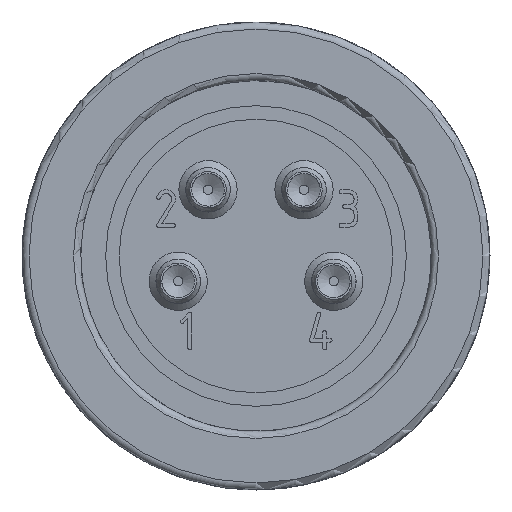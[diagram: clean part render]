
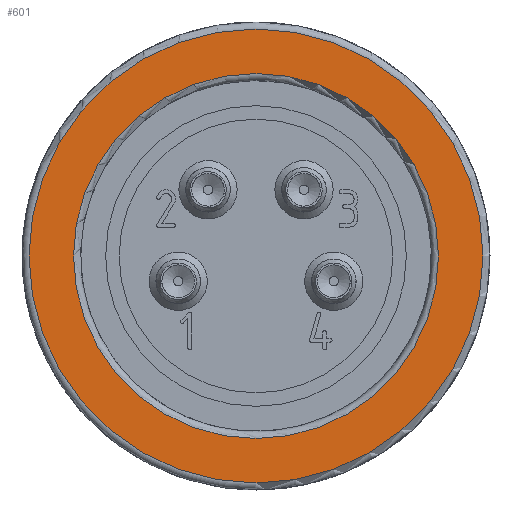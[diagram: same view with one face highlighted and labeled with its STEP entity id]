
A CAD part, left-side view. The second image highlights one B-rep face of the part: STEP entity #601.
In plain terms, the highlighted planar face has unit normal (-1, 0, 0).
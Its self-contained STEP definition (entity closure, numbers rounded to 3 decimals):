
#601=ADVANCED_FACE('',(#841,#842),#757,.T.);
#757=PLANE('',#2585);
#841=FACE_BOUND('',#1013,.T.);
#842=FACE_BOUND('',#1014,.T.);
#1013=EDGE_LOOP('',(#1316));
#1014=EDGE_LOOP('',(#1317));
#1316=ORIENTED_EDGE('',*,*,#2170,.T.);
#1317=ORIENTED_EDGE('',*,*,#2171,.T.);
#1927=VERTEX_POINT('',#3569);
#1928=VERTEX_POINT('',#3571);
#2170=EDGE_CURVE('',#1927,#1927,#2456,.T.);
#2171=EDGE_CURVE('',#1928,#1928,#2457,.T.);
#2456=CIRCLE('',#2583,9.7);
#2457=CIRCLE('',#2584,7.8);
#2583=AXIS2_PLACEMENT_3D('',#3568,#2903,#2904);
#2584=AXIS2_PLACEMENT_3D('',#3570,#2905,#2906);
#2585=AXIS2_PLACEMENT_3D('',#3572,#2907,#2908);
#2903=DIRECTION('',(-1.,0.,0.));
#2904=DIRECTION('',(0.,0.,1.));
#2905=DIRECTION('',(1.,0.,0.));
#2906=DIRECTION('',(0.,0.,1.));
#2907=DIRECTION('',(-1.,0.,0.));
#2908=DIRECTION('',(0.,0.,1.));
#3568=CARTESIAN_POINT('',(0.,0.,0.));
#3569=CARTESIAN_POINT('',(0.,0.,9.7));
#3570=CARTESIAN_POINT('',(0.,0.,0.));
#3571=CARTESIAN_POINT('',(0.,0.,7.8));
#3572=CARTESIAN_POINT('',(0.,0.,0.));
